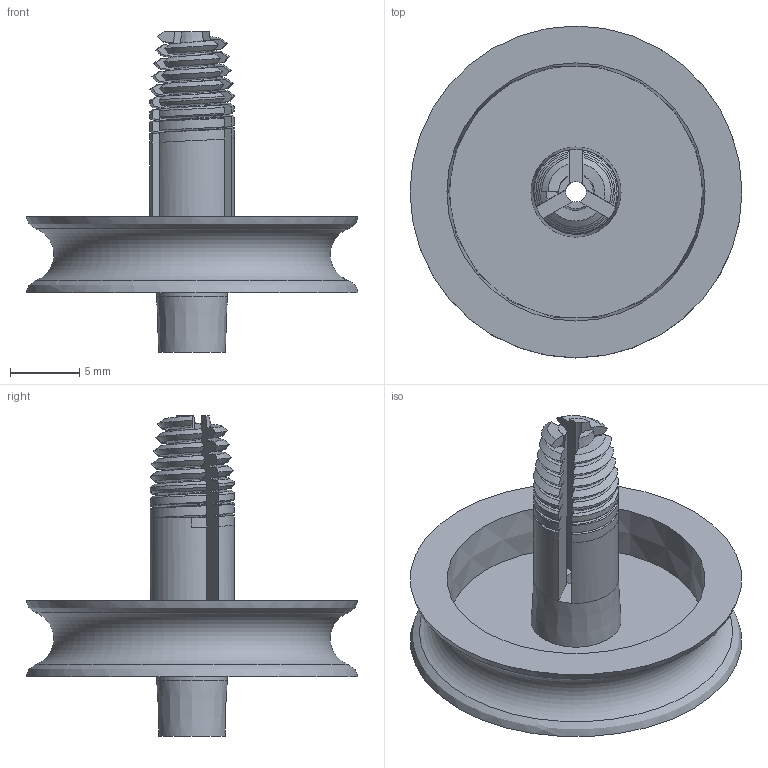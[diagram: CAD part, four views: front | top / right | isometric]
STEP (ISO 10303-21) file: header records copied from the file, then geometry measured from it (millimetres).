
FILE_DESCRIPTION(/* description */ (''),/* implementation_level */ '2;1');
FILE_NAME(/* name */ '20_Cube_Insert_Lightsheet_FEPTube_Rotating_gear1_v0.ipt.step',/* time_stamp */ '2022-11-29T08:04:40+01:00',/* author */ ('Prakash Lab'),/* organization */ (''),/* preprocessor_version */ 'ST-DEVELOPER v18.1',/* originating_system */ 'Autodesk Inventor 2022',/* authorisation */ '');
FILE_SCHEMA (('AUTOMOTIVE_DESIGN { 1 0 10303 214 3 1 1 }'));
Length unit declared in the file: millimetre
Products named in the file (1): 20_Cube_Insert_Lightsheet_FEPTube_Rotating_gear1_v0
Bounding box: 24 x 24 x 23.16 mm (x, y, z)
Volume: 1432.4 mm3; surface area: 2295.8 mm2
Topology: 1 solids, 1 shells, 168 faces, 478 edges, 315 vertices
Faces by surface type: bspline 94, cone 29, cylinder 24, plane 20, torus 1
Full cylindrical faces by diameter (mm): 1.5 x1, 5.1 x1
Entity records: 11884 total; most frequent: CARTESIAN_POINT 8484, ORIENTED_EDGE 956, EDGE_CURVE 478, VERTEX_POINT 315, B_SPLINE_CURVE_WITH_KNOTS 314, DIRECTION 307, EDGE_LOOP 173, FACE_OUTER_BOUND 168
